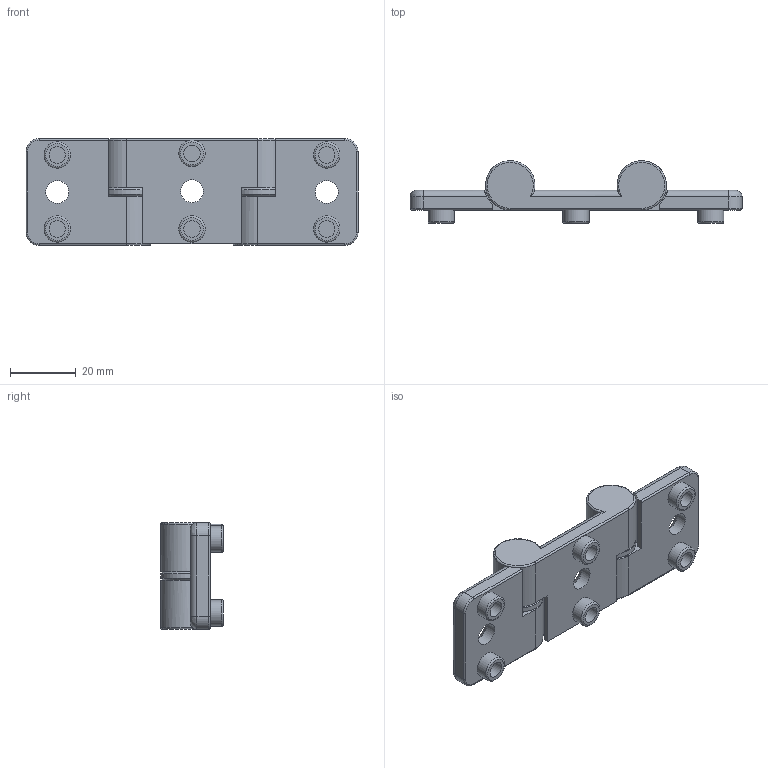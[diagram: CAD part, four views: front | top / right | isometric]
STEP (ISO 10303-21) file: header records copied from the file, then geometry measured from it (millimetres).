
FILE_DESCRIPTION(/* description */ ('KriTec Doppelscharnier 8 PA'),/* implementation_level */ '2;1');
FILE_NAME(/* name */ '10242_KriTec_Doppelscharnier_8_PA.stp',/* time_stamp */ '2020-02-20T11:52:30+01:00',/* author */ ('Nell'),/* organization */ (''),/* preprocessor_version */ 'ST-DEVELOPER v17',/* originating_system */ 'Autodesk Inventor 2018',/* authorisation */ '');
FILE_SCHEMA (('AUTOMOTIVE_DESIGN { 1 0 10303 214 3 1 1 }'));
Length unit declared in the file: millimetre
Products named in the file (5): 10242; 11242-KriTec Scharnier 8 PA rechts Schenkel; 11242-KriTec Scharnier 8 PA rechts Schenkel_1; 10242-KriTec Doppelscharnier 8 PA Mittelteil ; Scheibe Ø15-Ø6
Assembly tree (5 placements, depth 2):
  10242
    11242-KriTec Scharnier 8 PA rechts Schenkel
    11242-KriTec Scharnier 8 PA rechts Schenkel_1
    Scheibe Ø15-Ø6  x2
    10242-KriTec Doppelscharnier 8 PA Mittelteil 
Bounding box: 101 x 19 x 32.5 mm (x, y, z)
Volume: 24579 mm3; surface area: 12941.2 mm2
Topology: 5 solids, 5 shells, 117 faces, 260 edges, 168 vertices
Faces by surface type: cylinder 50, plane 42, torus 14, cone 7, bspline 4
Full cylindrical faces by diameter (mm): 5 x6, 6 x4, 6.5 x2, 7 x3, 8 x6, 15 x2
Entity records: 3443 total; most frequent: CARTESIAN_POINT 665, DIRECTION 608, ORIENTED_EDGE 500, AXIS2_PLACEMENT_3D 253, EDGE_CURVE 250, VERTEX_POINT 162, CIRCLE 136, EDGE_LOOP 134
